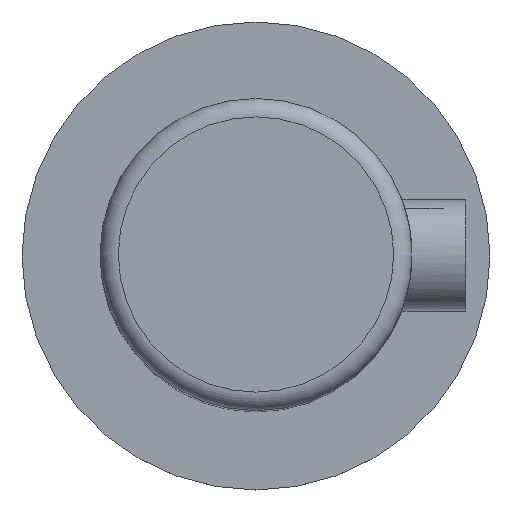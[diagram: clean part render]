
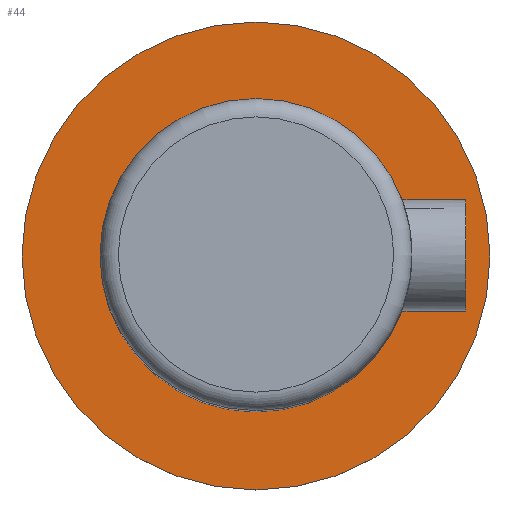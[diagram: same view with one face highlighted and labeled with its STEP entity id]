
A CAD part, top view. The second image highlights one B-rep face of the part: STEP entity #44.
In plain terms, the highlighted planar face has unit normal (0, 0, 1).
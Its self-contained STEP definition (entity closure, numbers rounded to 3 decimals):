
#44 = ADVANCED_FACE( '', ( #96, #97 ), #98, .T. );
#96 = FACE_OUTER_BOUND( '', #157, .T. );
#97 = FACE_BOUND( '', #158, .T. );
#98 = PLANE( '', #159 );
#157 = EDGE_LOOP( '', ( #222 ) );
#158 = EDGE_LOOP( '', ( #223, #224, #225, #226 ) );
#159 = AXIS2_PLACEMENT_3D( '', #227, #228, #229 );
#222 = ORIENTED_EDGE( '', *, *, #337, .T. );
#223 = ORIENTED_EDGE( '', *, *, #338, .F. );
#224 = ORIENTED_EDGE( '', *, *, #339, .F. );
#225 = ORIENTED_EDGE( '', *, *, #333, .F. );
#226 = ORIENTED_EDGE( '', *, *, #340, .F. );
#227 = CARTESIAN_POINT( '', ( 12.75, 0., -23.25 ) );
#228 = DIRECTION( '', ( 0., 0., 1. ) );
#229 = DIRECTION( '', ( 1., 0., 0. ) );
#333 = EDGE_CURVE( '', #383, #384, #385, .T. );
#337 = EDGE_CURVE( '', #389, #389, #390, .T. );
#338 = EDGE_CURVE( '', #391, #392, #393, .T. );
#339 = EDGE_CURVE( '', #384, #391, #394, .T. );
#340 = EDGE_CURVE( '', #392, #383, #395, .T. );
#383 = VERTEX_POINT( '', #480 );
#384 = VERTEX_POINT( '', #481 );
#385 = CIRCLE( '', #482, 8.5 );
#389 = VERTEX_POINT( '', #488 );
#390 = CIRCLE( '', #489, 12.75 );
#391 = VERTEX_POINT( '', #490 );
#392 = VERTEX_POINT( '', #491 );
#393 = LINE( '', #492, #493 );
#394 = LINE( '', #494, #495 );
#395 = LINE( '', #496, #497 );
#480 = CARTESIAN_POINT( '', ( 7.953, 3., -23.25 ) );
#481 = CARTESIAN_POINT( '', ( 7.953, -3., -23.25 ) );
#482 = AXIS2_PLACEMENT_3D( '', #559, #560, #561 );
#488 = CARTESIAN_POINT( '', ( 12.75, 0., -23.25 ) );
#489 = AXIS2_PLACEMENT_3D( '', #564, #565, #566 );
#490 = CARTESIAN_POINT( '', ( 11.416, -3., -23.25 ) );
#491 = CARTESIAN_POINT( '', ( 11.416, 3., -23.25 ) );
#492 = CARTESIAN_POINT( '', ( 11.416, -3., -23.25 ) );
#493 = VECTOR( '', #567, 1000. );
#494 = CARTESIAN_POINT( '', ( 7.416, -3., -23.25 ) );
#495 = VECTOR( '', #568, 1000. );
#496 = CARTESIAN_POINT( '', ( 11.416, 3., -23.25 ) );
#497 = VECTOR( '', #569, 1000. );
#559 = CARTESIAN_POINT( '', ( 0., 0., -23.25 ) );
#560 = DIRECTION( '', ( 0., 0., 1. ) );
#561 = DIRECTION( '', ( 1., 0., 0. ) );
#564 = CARTESIAN_POINT( '', ( 0., 0., -23.25 ) );
#565 = DIRECTION( '', ( 0., 0., 1. ) );
#566 = DIRECTION( '', ( 1., 0., 0. ) );
#567 = DIRECTION( '', ( 0., 1., 0. ) );
#568 = DIRECTION( '', ( 1., 0., 0. ) );
#569 = DIRECTION( '', ( -1., 0., 0. ) );
